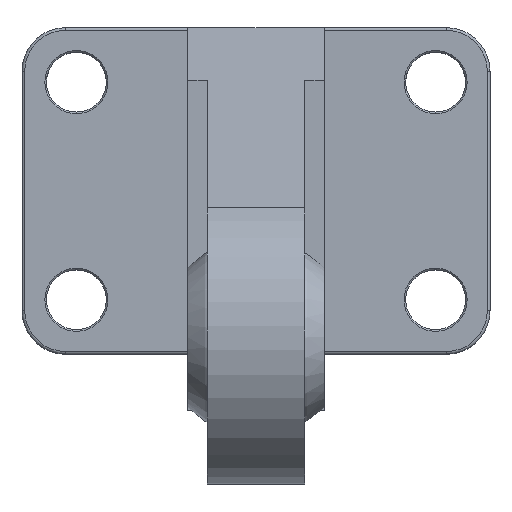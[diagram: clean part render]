
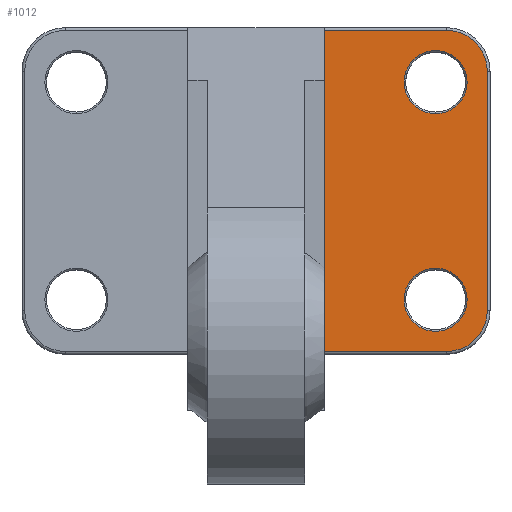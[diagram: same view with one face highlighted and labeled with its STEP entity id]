
A CAD part, top view. The second image highlights one B-rep face of the part: STEP entity #1012.
In plain terms, the highlighted planar face has unit normal (0, 0, 1).
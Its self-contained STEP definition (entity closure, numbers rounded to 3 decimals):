
#36=LINE('',#1643,#91);
#37=LINE('',#1647,#92);
#38=LINE('',#1651,#93);
#39=LINE('',#1652,#94);
#91=VECTOR('',#1332,22.5);
#92=VECTOR('',#1335,44.);
#93=VECTOR('',#1338,22.5);
#94=VECTOR('',#1339,59.);
#154=PLANE('',#1115);
#219=FACE_BOUND('',#347,.T.);
#220=FACE_BOUND('',#348,.T.);
#250=FACE_OUTER_BOUND('',#346,.T.);
#346=EDGE_LOOP('',(#746,#747,#748,#749,#750,#751));
#347=EDGE_LOOP('',(#752));
#348=EDGE_LOOP('',(#753));
#421=CIRCLE('',#1114,5.8);
#422=CIRCLE('',#1116,7.5);
#423=CIRCLE('',#1117,7.5);
#424=CIRCLE('',#1118,5.8);
#505=VERTEX_POINT('',#1638);
#506=VERTEX_POINT('',#1641);
#507=VERTEX_POINT('',#1642);
#508=VERTEX_POINT('',#1644);
#509=VERTEX_POINT('',#1646);
#510=VERTEX_POINT('',#1648);
#511=VERTEX_POINT('',#1650);
#512=VERTEX_POINT('',#1653);
#593=EDGE_CURVE('',#505,#505,#421,.T.);
#594=EDGE_CURVE('',#506,#507,#36,.T.);
#595=EDGE_CURVE('',#508,#506,#422,.T.);
#596=EDGE_CURVE('',#509,#508,#37,.T.);
#597=EDGE_CURVE('',#510,#509,#423,.T.);
#598=EDGE_CURVE('',#511,#510,#38,.T.);
#599=EDGE_CURVE('',#511,#507,#39,.T.);
#600=EDGE_CURVE('',#512,#512,#424,.T.);
#746=ORIENTED_EDGE('',*,*,#594,.F.);
#747=ORIENTED_EDGE('',*,*,#595,.F.);
#748=ORIENTED_EDGE('',*,*,#596,.F.);
#749=ORIENTED_EDGE('',*,*,#597,.F.);
#750=ORIENTED_EDGE('',*,*,#598,.F.);
#751=ORIENTED_EDGE('',*,*,#599,.T.);
#752=ORIENTED_EDGE('',*,*,#600,.F.);
#753=ORIENTED_EDGE('',*,*,#593,.F.);
#1012=ADVANCED_FACE('',(#250,#219,#220),#154,.T.);
#1114=AXIS2_PLACEMENT_3D('',#1639,#1328,#1329);
#1115=AXIS2_PLACEMENT_3D('',#1640,#1330,#1331);
#1116=AXIS2_PLACEMENT_3D('',#1645,#1333,#1334);
#1117=AXIS2_PLACEMENT_3D('',#1649,#1336,#1337);
#1118=AXIS2_PLACEMENT_3D('',#1654,#1340,#1341);
#1328=DIRECTION('center_axis',(0.,0.,1.));
#1329=DIRECTION('ref_axis',(-1.,0.,0.));
#1330=DIRECTION('center_axis',(0.,0.,1.));
#1331=DIRECTION('ref_axis',(1.,0.,0.));
#1332=DIRECTION('',(-1.,0.,0.));
#1333=DIRECTION('center_axis',(0.,0.,-1.));
#1334=DIRECTION('ref_axis',(0.707,-0.707,0.));
#1335=DIRECTION('',(0.,-1.,0.));
#1336=DIRECTION('center_axis',(0.,0.,-1.));
#1337=DIRECTION('ref_axis',(0.707,0.707,0.));
#1338=DIRECTION('',(1.,0.,0.));
#1339=DIRECTION('',(0.,-1.,0.));
#1340=DIRECTION('center_axis',(0.,0.,1.));
#1341=DIRECTION('ref_axis',(-1.,0.,0.));
#1638=CARTESIAN_POINT('',(38.8,20.,14.));
#1639=CARTESIAN_POINT('Origin',(33.,20.,14.));
#1640=CARTESIAN_POINT('Origin',(0.,0.,14.));
#1641=CARTESIAN_POINT('',(35.,-29.5,14.));
#1642=CARTESIAN_POINT('',(12.5,-29.5,14.));
#1643=CARTESIAN_POINT('',(35.,-29.5,14.));
#1644=CARTESIAN_POINT('',(42.5,-22.,14.));
#1645=CARTESIAN_POINT('Origin',(35.,-22.,14.));
#1646=CARTESIAN_POINT('',(42.5,22.,14.));
#1647=CARTESIAN_POINT('',(42.5,22.,14.));
#1648=CARTESIAN_POINT('',(35.,29.5,14.));
#1649=CARTESIAN_POINT('Origin',(35.,22.,14.));
#1650=CARTESIAN_POINT('',(12.5,29.5,14.));
#1651=CARTESIAN_POINT('',(12.5,29.5,14.));
#1652=CARTESIAN_POINT('',(12.5,29.5,14.));
#1653=CARTESIAN_POINT('',(38.8,-20.,14.));
#1654=CARTESIAN_POINT('Origin',(33.,-20.,14.));
